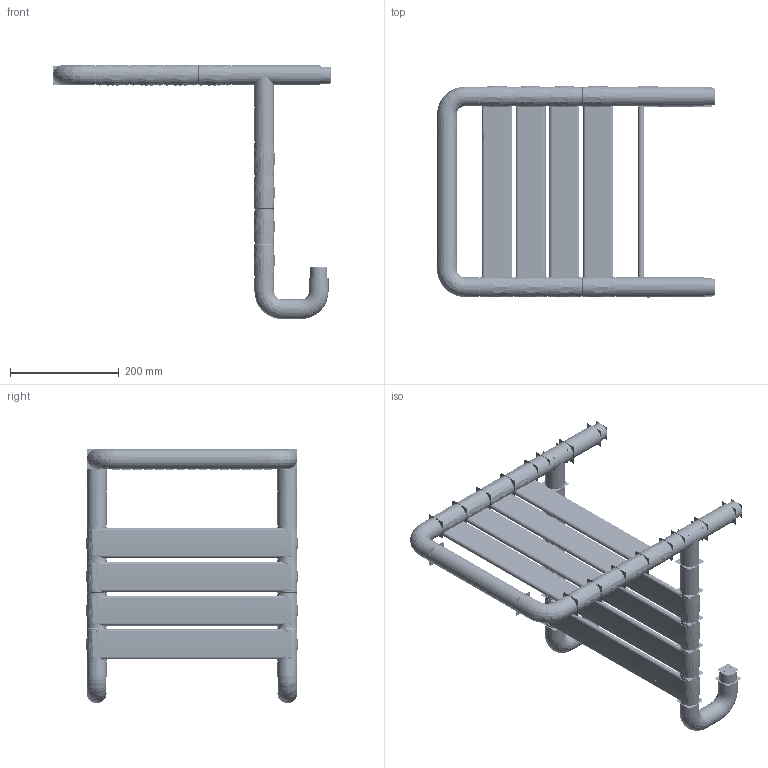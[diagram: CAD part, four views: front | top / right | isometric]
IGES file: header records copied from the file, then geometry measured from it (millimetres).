
Start section:  PTC IGES file: 3D_FFAS9407-000040BC0_D0.igs
Global section: file name: 3D_FFAS9407-000040BC0_D0.igs; native system: Creo Parametric by PTC Inc.; preprocessor: 2015200; author: 10114249; organization: Unknown; date: 20180830.172251; units: millimetre
Bounding box: 510.71 x 387.61 x 466.88 mm (x, y, z)
Volume: 12636377.6 mm3; surface area: 16895019.1 mm2
Topology: 53 solids, 53 shells, 8512 faces, 55682 edges, 79912 vertices
Faces by surface type: revolution 4332, bspline 4180
